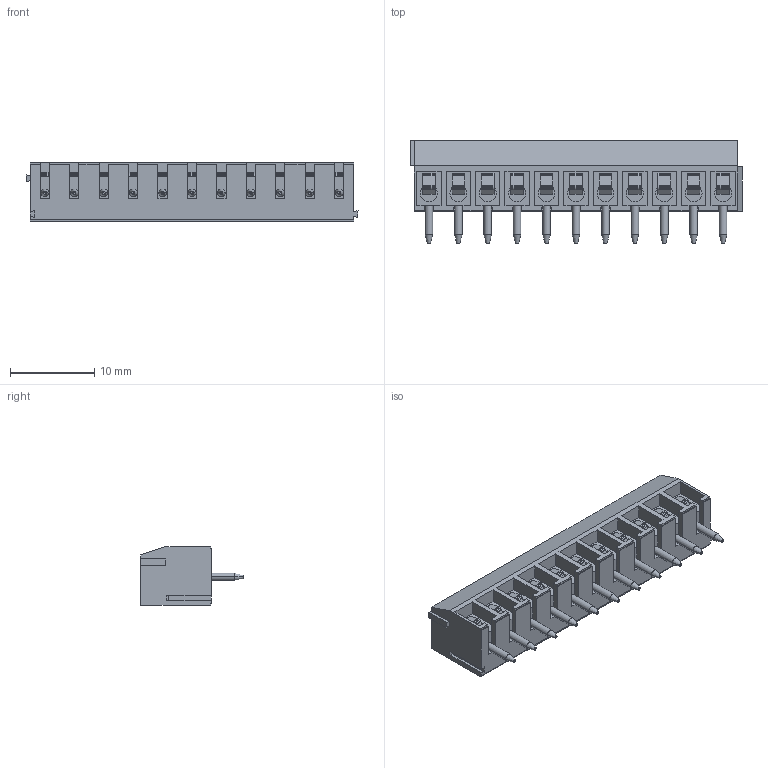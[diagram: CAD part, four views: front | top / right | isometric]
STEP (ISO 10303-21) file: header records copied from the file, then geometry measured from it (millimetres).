
FILE_DESCRIPTION(('STEP AP214'),'1');
FILE_NAME('terminal_blocks_a-tb350-te11.stp','2016-06-30T00:08:43',('TraceParts'),('TraceParts S.A.'),'Spatial InterOp 3D',' ',' ');
FILE_SCHEMA(('automotive_design'));
Length unit declared in the file: millimetre
Products named in the file (1): 1
Bounding box: 39.49 x 12.19 x 7 mm (x, y, z)
Volume: 1659.2 mm3; surface area: 2615.8 mm2
Topology: 1 solids, 1 shells, 678 faces, 1801 edges, 1167 vertices
Faces by surface type: plane 546, cylinder 88, cone 44
Entity records: 26011 total; most frequent: CARTESIAN_POINT 3625, ORIENTED_EDGE 3558, DIRECTION 3357, EDGE_CURVE 1779, LINE 1559, VECTOR 1559, VERTEX_POINT 1167, AXIS2_PLACEMENT_3D 899
